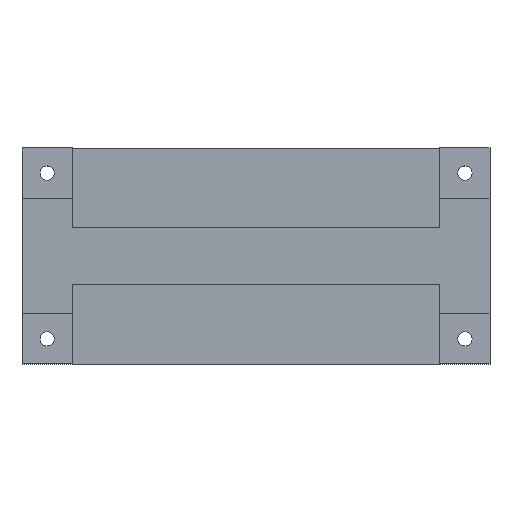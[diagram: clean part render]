
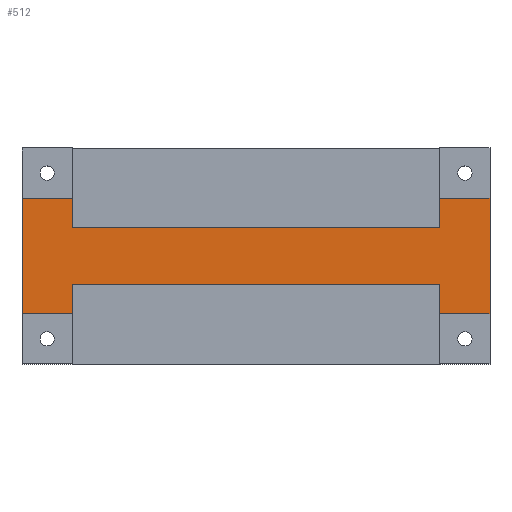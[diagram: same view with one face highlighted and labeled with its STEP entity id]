
A CAD part, top view. The second image highlights one B-rep face of the part: STEP entity #512.
In plain terms, the highlighted planar face has unit normal (0, 0, 1).
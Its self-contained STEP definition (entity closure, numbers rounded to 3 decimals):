
#38=FACE_OUTER_BOUND('',#64,.T.);
#64=EDGE_LOOP('',(#357,#358,#359,#360,#361,#362,#363,#364,#365,#366,#367,
#368));
#100=LINE('',#731,#164);
#108=LINE('',#749,#172);
#109=LINE('',#751,#173);
#110=LINE('',#753,#174);
#111=LINE('',#755,#175);
#112=LINE('',#757,#176);
#113=LINE('',#759,#177);
#114=LINE('',#761,#178);
#115=LINE('',#762,#179);
#116=LINE('',#764,#180);
#117=LINE('',#766,#181);
#118=LINE('',#767,#182);
#164=VECTOR('',#594,10.);
#172=VECTOR('',#606,10.);
#173=VECTOR('',#607,10.);
#174=VECTOR('',#608,10.);
#175=VECTOR('',#609,10.);
#176=VECTOR('',#610,10.);
#177=VECTOR('',#611,10.);
#178=VECTOR('',#612,10.);
#179=VECTOR('',#613,10.);
#180=VECTOR('',#614,10.);
#181=VECTOR('',#615,10.);
#182=VECTOR('',#616,10.);
#227=VERTEX_POINT('',#728);
#228=VERTEX_POINT('',#730);
#235=VERTEX_POINT('',#747);
#236=VERTEX_POINT('',#748);
#237=VERTEX_POINT('',#750);
#238=VERTEX_POINT('',#752);
#239=VERTEX_POINT('',#754);
#240=VERTEX_POINT('',#756);
#241=VERTEX_POINT('',#758);
#242=VERTEX_POINT('',#760);
#243=VERTEX_POINT('',#763);
#244=VERTEX_POINT('',#765);
#276=EDGE_CURVE('',#228,#227,#100,.T.);
#284=EDGE_CURVE('',#235,#236,#108,.T.);
#285=EDGE_CURVE('',#237,#236,#109,.T.);
#286=EDGE_CURVE('',#237,#238,#110,.T.);
#287=EDGE_CURVE('',#238,#239,#111,.T.);
#288=EDGE_CURVE('',#239,#240,#112,.T.);
#289=EDGE_CURVE('',#241,#240,#113,.T.);
#290=EDGE_CURVE('',#241,#242,#114,.T.);
#291=EDGE_CURVE('',#228,#242,#115,.T.);
#292=EDGE_CURVE('',#227,#243,#116,.T.);
#293=EDGE_CURVE('',#243,#244,#117,.T.);
#294=EDGE_CURVE('',#235,#244,#118,.T.);
#357=ORIENTED_EDGE('',*,*,#284,.T.);
#358=ORIENTED_EDGE('',*,*,#285,.F.);
#359=ORIENTED_EDGE('',*,*,#286,.T.);
#360=ORIENTED_EDGE('',*,*,#287,.T.);
#361=ORIENTED_EDGE('',*,*,#288,.T.);
#362=ORIENTED_EDGE('',*,*,#289,.F.);
#363=ORIENTED_EDGE('',*,*,#290,.T.);
#364=ORIENTED_EDGE('',*,*,#291,.F.);
#365=ORIENTED_EDGE('',*,*,#276,.T.);
#366=ORIENTED_EDGE('',*,*,#292,.T.);
#367=ORIENTED_EDGE('',*,*,#293,.T.);
#368=ORIENTED_EDGE('',*,*,#294,.F.);
#490=PLANE('',#552);
#512=ADVANCED_FACE('',(#38),#490,.F.);
#552=AXIS2_PLACEMENT_3D('',#746,#604,#605);
#594=DIRECTION('',(0.,1.,0.));
#604=DIRECTION('center_axis',(0.,0.,
-1.));
#605=DIRECTION('ref_axis',(1.,0.,0.));
#606=DIRECTION('',(0.,1.,0.));
#607=DIRECTION('',(1.,0.,0.));
#608=DIRECTION('',(0.,-1.,0.));
#609=DIRECTION('',(-1.,0.,0.));
#610=DIRECTION('',(0.,1.,0.));
#611=DIRECTION('',(1.,0.,0.));
#612=DIRECTION('',(0.,-1.,0.));
#613=DIRECTION('',(-1.,0.,0.));
#614=DIRECTION('',(1.,0.,0.));
#615=DIRECTION('',(0.,-1.,0.));
#616=DIRECTION('',(-1.,0.,0.));
#728=CARTESIAN_POINT('',(12.5,-1.5,5.));
#730=CARTESIAN_POINT('',(12.5,-5.5,5.));
#731=CARTESIAN_POINT('',(12.5,-5.5,5.));
#746=CARTESIAN_POINT('Origin',(-0.75,2.5,5.));
#747=CARTESIAN_POINT('',(70.5,-5.5,5.));
#748=CARTESIAN_POINT('',(70.5,10.5,5.));
#749=CARTESIAN_POINT('',(70.5,14.351,5.));
#750=CARTESIAN_POINT('',(63.5,10.5,5.));
#751=CARTESIAN_POINT('',(57.,10.5,5.));
#752=CARTESIAN_POINT('',(63.5,6.5,5.));
#753=CARTESIAN_POINT('',(63.5,10.5,5.));
#754=CARTESIAN_POINT('',(12.5,6.5,5.));
#755=CARTESIAN_POINT('',(12.5,6.5,5.));
#756=CARTESIAN_POINT('',(12.5,10.5,5.));
#757=CARTESIAN_POINT('',(12.5,10.5,5.));
#758=CARTESIAN_POINT('',(5.5,10.5,5.));
#759=CARTESIAN_POINT('',(57.,10.5,5.));
#760=CARTESIAN_POINT('',(5.5,-5.5,5.));
#761=CARTESIAN_POINT('',(5.5,-5.,5.));
#762=CARTESIAN_POINT('',(19.,-5.5,5.));
#763=CARTESIAN_POINT('',(63.5,-1.5,5.));
#764=CARTESIAN_POINT('',(63.5,-1.5,5.));
#765=CARTESIAN_POINT('',(63.5,-5.5,5.));
#766=CARTESIAN_POINT('',(63.5,-5.5,5.));
#767=CARTESIAN_POINT('',(19.,-5.5,5.));
